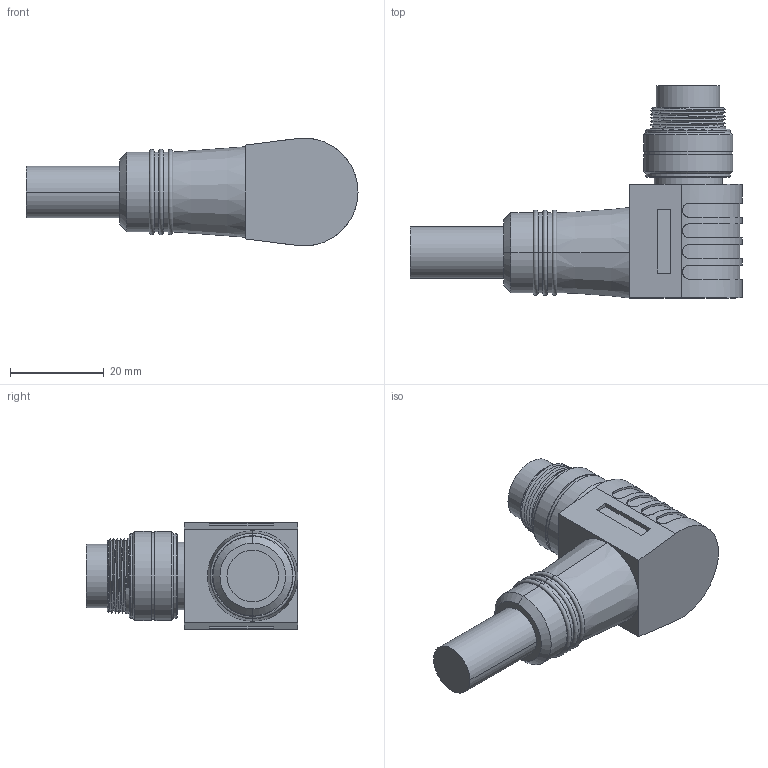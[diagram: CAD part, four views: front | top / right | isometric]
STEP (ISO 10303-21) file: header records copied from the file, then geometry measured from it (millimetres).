
FILE_DESCRIPTION (( 'STEP AP203' ), '1' );
FILE_NAME ('DWLZ6-¡ÁP00.STEP', '2024-08-27T01:16:36', ( '' ), ( '' ), 'SwSTEP 2.0', 'SolidWorks 2017', '' );
FILE_SCHEMA (( 'CONFIG_CONTROL_DESIGN' ));
Length unit declared in the file: millimetre
Products named in the file (1): DWLZ6-℅P00
Bounding box: 70.8 x 45.2 x 23 mm (x, y, z)
Volume: 23354.9 mm3; surface area: 7779.9 mm2
Topology: 1 solids, 1 shells, 106 faces, 255 edges, 165 vertices
Faces by surface type: plane 42, cylinder 40, cone 9, sphere 7, torus 6, bspline 2
Full cylindrical faces by diameter (mm): 1.5 x6, 12.4 x1, 13.6 x1, 14 x1, 14.5 x1, 16 x1, 18 x2, 18.6 x1, 19 x2
Entity records: 4055 total; most frequent: CARTESIAN_POINT 1780, DIRECTION 477, ORIENTED_EDGE 394, AXIS2_PLACEMENT_3D 202, EDGE_CURVE 197, EDGE_LOOP 153, VERTEX_POINT 140, FACE_OUTER_BOUND 122
